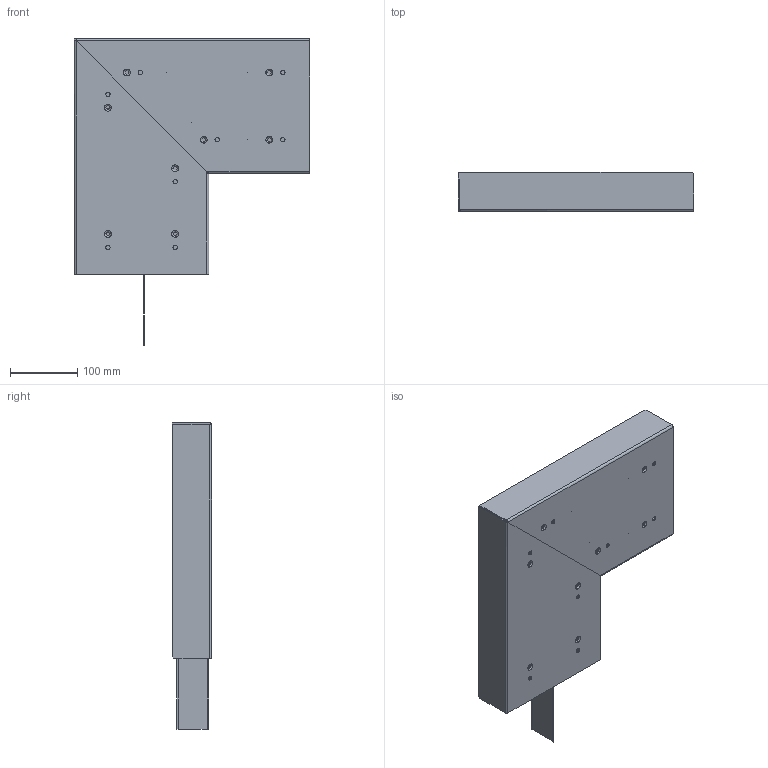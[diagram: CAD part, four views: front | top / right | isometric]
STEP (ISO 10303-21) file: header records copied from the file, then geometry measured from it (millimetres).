
FILE_DESCRIPTION((''),'2;1');
FILE_NAME('BKG20060511_ASM','2022-12-05T10:57:10',('hollstem'),(''),'CREO PARAMETRIC BY PTC INC, 2022024','CREO PARAMETRIC BY PTC INC, 2022024','');
FILE_SCHEMA(('AUTOMOTIVE_DESIGN { 1 0 10303 214 1 1 1 1 }'));
Length unit declared in the file: millimetre
Products named in the file (14): T-01223; T-01216; T-01248; T-01247; T-01250; T-01249; T-01025_AF2; T-01234_ASM; T-01025_AF1; T-01235_ASM; 63187-M_AF0; T-01402_ASM; 64179-M; BKG20060511_ASM
Assembly tree (16 placements, depth 3):
  BKG20060511_ASM
    T-01223
    T-01216
    T-01248
    T-01247
    T-01250
    T-01249
    T-01234_ASM  x2
      T-01025_AF2
    T-01235_ASM  x2
      T-01025_AF1
    T-01402_ASM  x2
      63187-M_AF0
    64179-M
Bounding box: 350 x 58 x 455.34 mm (x, y, z)
Volume: 1313436.3 mm3; surface area: 809107 mm2
Topology: 13 solids, 25 shells, 274 faces, 1376 edges, 1176 vertices
Faces by surface type: plane 172, cylinder 70, torus 32
Entity records: 26092 total; most frequent: CARTESIAN_POINT 6722, DIRECTION 2232, PROPERTY_DEFINITION 1101, ORIENTED_EDGE 1096, REPRESENTATION 1085, PROPERTY_DEFINITION_REPRESENTATION 1085, PRESENTATION_STYLE_ASSIGNMENT 1044, STYLED_ITEM 1036
